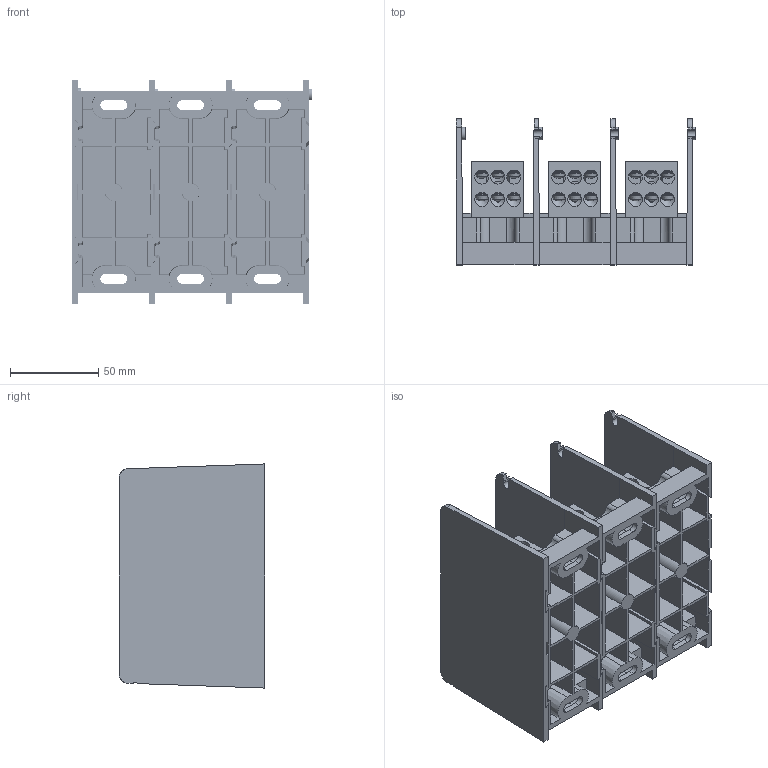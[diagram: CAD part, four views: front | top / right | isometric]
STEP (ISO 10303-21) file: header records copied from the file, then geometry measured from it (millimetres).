
FILE_DESCRIPTION (( 'STEP AP214' ), '1' );
FILE_NAME ('420202-3P.STEP', '2013-11-12T15:31:45', ( '' ), ( '' ), 'SwSTEP 2.0', 'SolidWorks 2013', '' );
FILE_SCHEMA (( 'AUTOMOTIVE_DESIGN' ));
Length unit declared in the file: inch
Products named in the file (32): 420202-3P_1_26; 420202-3P_1_7; 420202-3P_1_9; 420202-3P_1_11; 420202-3P_1_13; 420202-3P_1_14; 420202-3P_1_4; 420202-3P_1; 420202-3P_1_29; 420202-3P_1_23; 420202-3P_1_19; 420202-3P_1_6; 420202-3P_1_16; 420202-3P_1_24; 420202-3P_1_28; 420202-3P_1_18; 420202-3P_1_3; 420202-3P_1_5; 420202-3P_1_2; 420202-3P_1_15; 420202-3P_1_21; 420202-3P_1_22; 420202-3P_1_10; 420202-3P_1_27; 420202-3P_1_30; 420202-3P_1_8; 420202-3P_1_25; 420202-3P; 420202-3P_1_31; 420202-3P_1_20; 420202-3P_1_12; 420202-3P_1_17
Assembly tree (31 placements, depth 2):
  420202-3P
    420202-3P_1_30
    420202-3P_1_10
    420202-3P_1_21
    420202-3P_1_2
    420202-3P_1_3
    420202-3P_1_28
    420202-3P_1_16
    420202-3P_1_19
    420202-3P_1_29
    420202-3P_1_4
    420202-3P_1_13
    420202-3P_1_9
    420202-3P_1_7
    420202-3P_1_26
    420202-3P_1_17
    420202-3P_1_12
    420202-3P_1_20
    420202-3P_1_31
    420202-3P_1_25
    420202-3P_1_8
    420202-3P_1_27
    420202-3P_1_22
    420202-3P_1_15
    420202-3P_1_5
    420202-3P_1_18
    420202-3P_1_24
    420202-3P_1_6
    420202-3P_1_23
    420202-3P_1
    420202-3P_1_14
    420202-3P_1_11
Bounding box: 135.72 x 82.55 x 127.01 mm (x, y, z)
Surface area: 236719.1 mm2 (no closed solid volume)
Topology: 0 solids, 94 shells, 2037 faces, 5820 edges, 3869 vertices
Faces by surface type: plane 826, cylinder 608, cone 498, bspline 105
Full cylindrical faces by diameter (mm): 4.064 x1, 4.928 x3, 6.909 x21, 7.009 x72, 7.112 x1, 7.925 x54, 7.937 x17, 7.938 x1, 10.795 x3, 12.7 x3, 15.875 x3, 17.475 x3, 19.05 x3
Entity records: 138314 total; most frequent: CARTESIAN_POINT 67140, ORIENTED_EDGE 9601, DIRECTION 7988, EDGE_CURVE 4850, VERTEX_POINT 3381, AXIS2_PLACEMENT_3D 2760, EDGE_LOOP 2492, LINE 2468
